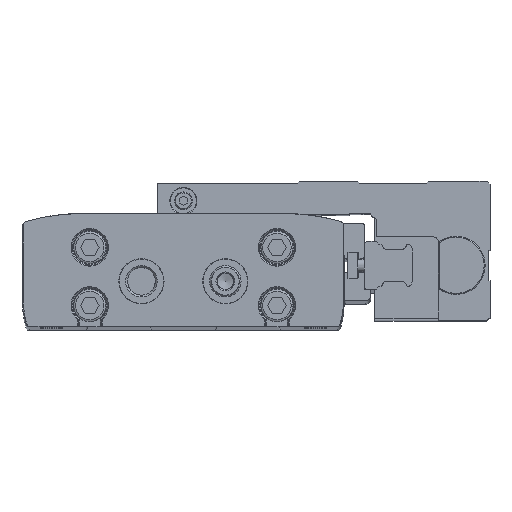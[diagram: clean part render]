
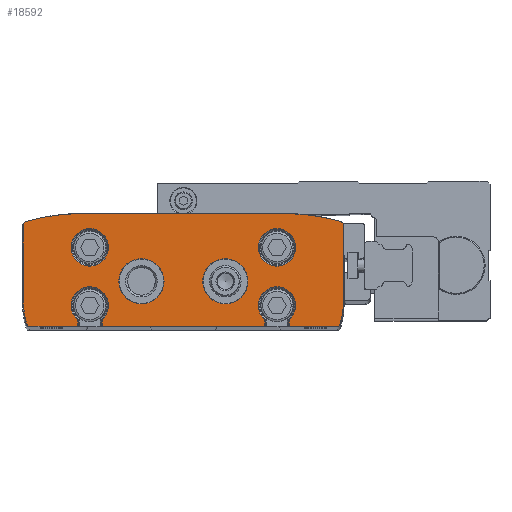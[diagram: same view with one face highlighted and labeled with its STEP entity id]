
A CAD part, top view. The second image highlights one B-rep face of the part: STEP entity #18592.
In plain terms, the highlighted planar face has unit normal (0, 0, 1).
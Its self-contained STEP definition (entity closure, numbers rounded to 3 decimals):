
#831=CIRCLE('',#20060,5.8);
#832=CIRCLE('',#20061,5.8);
#833=CIRCLE('',#20062,1.);
#834=CIRCLE('',#20063,25.);
#835=CIRCLE('',#20064,1.);
#836=CIRCLE('',#20065,60.);
#837=CIRCLE('',#20066,60.);
#838=CIRCLE('',#20067,1.);
#839=CIRCLE('',#20068,25.);
#840=CIRCLE('',#20069,1.);
#841=CIRCLE('',#20070,5.8);
#842=CIRCLE('',#20071,5.8);
#843=CIRCLE('',#20072,7.);
#844=CIRCLE('',#20073,7.);
#1913=ORIENTED_EDGE('',*,*,#7104,.F.);
#1914=ORIENTED_EDGE('',*,*,#7093,.T.);
#1915=ORIENTED_EDGE('',*,*,#6953,.T.);
#1916=ORIENTED_EDGE('',*,*,#7095,.F.);
#1917=ORIENTED_EDGE('',*,*,#7105,.F.);
#1918=ORIENTED_EDGE('',*,*,#7103,.T.);
#1919=ORIENTED_EDGE('',*,*,#6945,.T.);
#1920=ORIENTED_EDGE('',*,*,#7106,.T.);
#1921=ORIENTED_EDGE('',*,*,#7107,.T.);
#1922=ORIENTED_EDGE('',*,*,#7108,.T.);
#1923=ORIENTED_EDGE('',*,*,#7109,.T.);
#1924=ORIENTED_EDGE('',*,*,#7110,.T.);
#1925=ORIENTED_EDGE('',*,*,#7111,.T.);
#1926=ORIENTED_EDGE('',*,*,#7112,.T.);
#1927=ORIENTED_EDGE('',*,*,#7113,.T.);
#1928=ORIENTED_EDGE('',*,*,#7114,.T.);
#1929=ORIENTED_EDGE('',*,*,#7115,.T.);
#1930=ORIENTED_EDGE('',*,*,#7116,.T.);
#1931=ORIENTED_EDGE('',*,*,#6941,.T.);
#1932=ORIENTED_EDGE('',*,*,#7085,.F.);
#1933=ORIENTED_EDGE('',*,*,#7117,.F.);
#1934=ORIENTED_EDGE('',*,*,#7118,.F.);
#1935=ORIENTED_EDGE('',*,*,#7119,.F.);
#1936=ORIENTED_EDGE('',*,*,#7120,.F.);
#6941=EDGE_CURVE('',#9553,#9552,#11426,.T.);
#6945=EDGE_CURVE('',#9557,#9556,#11430,.T.);
#6953=EDGE_CURVE('',#9565,#9564,#11434,.T.);
#7085=EDGE_CURVE('',#9684,#9552,#11512,.T.);
#7093=EDGE_CURVE('',#9689,#9565,#11519,.T.);
#7095=EDGE_CURVE('',#9690,#9564,#11520,.T.);
#7103=EDGE_CURVE('',#9695,#9557,#11527,.T.);
#7104=EDGE_CURVE('',#9689,#9684,#831,.T.);
#7105=EDGE_CURVE('',#9695,#9690,#832,.T.);
#7106=EDGE_CURVE('',#9556,#9696,#833,.T.);
#7107=EDGE_CURVE('',#9696,#9697,#834,.T.);
#7108=EDGE_CURVE('',#9697,#9698,#11528,.T.);
#7109=EDGE_CURVE('',#9698,#9699,#835,.T.);
#7110=EDGE_CURVE('',#9699,#9700,#836,.T.);
#7111=EDGE_CURVE('',#9700,#9701,#11529,.T.);
#7112=EDGE_CURVE('',#9701,#9702,#837,.T.);
#7113=EDGE_CURVE('',#9702,#9703,#838,.T.);
#7114=EDGE_CURVE('',#9703,#9704,#11530,.T.);
#7115=EDGE_CURVE('',#9704,#9705,#839,.T.);
#7116=EDGE_CURVE('',#9705,#9553,#840,.T.);
#7117=EDGE_CURVE('',#9706,#9706,#841,.T.);
#7118=EDGE_CURVE('',#9707,#9707,#842,.T.);
#7119=EDGE_CURVE('',#9708,#9708,#843,.T.);
#7120=EDGE_CURVE('',#9709,#9709,#844,.T.);
#9552=VERTEX_POINT('',#28067);
#9553=VERTEX_POINT('',#28069);
#9556=VERTEX_POINT('',#28075);
#9557=VERTEX_POINT('',#28077);
#9564=VERTEX_POINT('',#28091);
#9565=VERTEX_POINT('',#28093);
#9684=VERTEX_POINT('',#28375);
#9689=VERTEX_POINT('',#28394);
#9690=VERTEX_POINT('',#28401);
#9695=VERTEX_POINT('',#28420);
#9696=VERTEX_POINT('',#28426);
#9697=VERTEX_POINT('',#28428);
#9698=VERTEX_POINT('',#28430);
#9699=VERTEX_POINT('',#28432);
#9700=VERTEX_POINT('',#28434);
#9701=VERTEX_POINT('',#28436);
#9702=VERTEX_POINT('',#28438);
#9703=VERTEX_POINT('',#28440);
#9704=VERTEX_POINT('',#28442);
#9705=VERTEX_POINT('',#28444);
#9706=VERTEX_POINT('',#28447);
#9707=VERTEX_POINT('',#28449);
#9708=VERTEX_POINT('',#28451);
#9709=VERTEX_POINT('',#28453);
#11426=LINE('',#28068,#13019);
#11430=LINE('',#28076,#13023);
#11434=LINE('',#28092,#13027);
#11512=LINE('',#28377,#13105);
#11519=LINE('',#28395,#13112);
#11520=LINE('',#28403,#13113);
#11527=LINE('',#28421,#13120);
#11528=LINE('',#28429,#13121);
#11529=LINE('',#28435,#13122);
#11530=LINE('',#28441,#13123);
#13019=VECTOR('',#22153,1000.);
#13023=VECTOR('',#22157,1000.);
#13027=VECTOR('',#22169,1000.);
#13105=VECTOR('',#22379,1000.);
#13112=VECTOR('',#22392,1000.);
#13113=VECTOR('',#22395,1000.);
#13120=VECTOR('',#22408,1000.);
#13121=VECTOR('',#22419,1000.);
#13122=VECTOR('',#22424,1000.);
#13123=VECTOR('',#22429,1000.);
#14652=EDGE_LOOP('',(#1913,#1914,#1915,#1916,#1917,#1918,#1919,#1920,#1921,
#1922,#1923,#1924,#1925,#1926,#1927,#1928,#1929,#1930,#1931,#1932));
#14653=EDGE_LOOP('',(#1933));
#14654=EDGE_LOOP('',(#1934));
#14655=EDGE_LOOP('',(#1935));
#14656=EDGE_LOOP('',(#1936));
#16327=FACE_BOUND('',#14652,.T.);
#16328=FACE_BOUND('',#14653,.T.);
#16329=FACE_BOUND('',#14654,.T.);
#16330=FACE_BOUND('',#14655,.T.);
#16331=FACE_BOUND('',#14656,.T.);
#17995=PLANE('',#20059);
#18592=ADVANCED_FACE('',(#16327,#16328,#16329,#16330,#16331),#17995,.T.);
#20059=AXIS2_PLACEMENT_3D('',#28422,#22409,#22410);
#20060=AXIS2_PLACEMENT_3D('',#28423,#22411,#22412);
#20061=AXIS2_PLACEMENT_3D('',#28424,#22413,#22414);
#20062=AXIS2_PLACEMENT_3D('',#28425,#22415,#22416);
#20063=AXIS2_PLACEMENT_3D('',#28427,#22417,#22418);
#20064=AXIS2_PLACEMENT_3D('',#28431,#22420,#22421);
#20065=AXIS2_PLACEMENT_3D('',#28433,#22422,#22423);
#20066=AXIS2_PLACEMENT_3D('',#28437,#22425,#22426);
#20067=AXIS2_PLACEMENT_3D('',#28439,#22427,#22428);
#20068=AXIS2_PLACEMENT_3D('',#28443,#22430,#22431);
#20069=AXIS2_PLACEMENT_3D('',#28445,#22432,#22433);
#20070=AXIS2_PLACEMENT_3D('',#28446,#22434,#22435);
#20071=AXIS2_PLACEMENT_3D('',#28448,#22436,#22437);
#20072=AXIS2_PLACEMENT_3D('',#28450,#22438,#22439);
#20073=AXIS2_PLACEMENT_3D('',#28452,#22440,#22441);
#22153=DIRECTION('',(1.,0.,0.));
#22157=DIRECTION('',(1.,0.,0.));
#22169=DIRECTION('',(1.,0.,0.));
#22379=DIRECTION('',(0.,-1.,0.));
#22392=DIRECTION('',(0.,-1.,0.));
#22395=DIRECTION('',(0.,-1.,0.));
#22408=DIRECTION('',(0.,-1.,0.));
#22409=DIRECTION('',(0.,0.,1.));
#22410=DIRECTION('',(1.,0.,0.));
#22411=DIRECTION('',(0.,0.,1.));
#22412=DIRECTION('',(1.,0.,0.));
#22413=DIRECTION('',(0.,0.,1.));
#22414=DIRECTION('',(1.,0.,0.));
#22415=DIRECTION('',(0.,0.,1.));
#22416=DIRECTION('',(1.,0.,0.));
#22417=DIRECTION('',(0.,0.,1.));
#22418=DIRECTION('',(1.,0.,0.));
#22419=DIRECTION('',(0.,1.,0.));
#22420=DIRECTION('',(0.,0.,1.));
#22421=DIRECTION('',(1.,0.,0.));
#22422=DIRECTION('',(0.,0.,1.));
#22423=DIRECTION('',(1.,0.,0.));
#22424=DIRECTION('',(-1.,0.,0.));
#22425=DIRECTION('',(0.,0.,1.));
#22426=DIRECTION('',(1.,0.,0.));
#22427=DIRECTION('',(0.,0.,1.));
#22428=DIRECTION('',(1.,0.,0.));
#22429=DIRECTION('',(0.,-1.,0.));
#22430=DIRECTION('',(0.,0.,1.));
#22431=DIRECTION('',(1.,0.,0.));
#22432=DIRECTION('',(0.,0.,1.));
#22433=DIRECTION('',(1.,0.,0.));
#22434=DIRECTION('',(0.,0.,1.));
#22435=DIRECTION('',(1.,0.,0.));
#22436=DIRECTION('',(0.,0.,1.));
#22437=DIRECTION('',(1.,0.,0.));
#22438=DIRECTION('',(0.,0.,1.));
#22439=DIRECTION('',(1.,0.,0.));
#22440=DIRECTION('',(0.,0.,1.));
#22441=DIRECTION('',(1.,0.,0.));
#28067=CARTESIAN_POINT('',(-32.8,0.,365.));
#28068=CARTESIAN_POINT('',(-47.556,0.,365.));
#28069=CARTESIAN_POINT('',(-47.556,0.,365.));
#28075=CARTESIAN_POINT('',(47.556,0.,365.));
#28076=CARTESIAN_POINT('',(-47.556,0.,365.));
#28077=CARTESIAN_POINT('',(32.8,0.,365.));
#28091=CARTESIAN_POINT('',(25.2,0.,365.));
#28092=CARTESIAN_POINT('',(-47.556,0.,365.));
#28093=CARTESIAN_POINT('',(-25.2,0.,365.));
#28375=CARTESIAN_POINT('',(-32.8,2.118,365.));
#28377=CARTESIAN_POINT('',(-32.8,6.5,365.));
#28394=CARTESIAN_POINT('',(-25.2,2.118,365.));
#28395=CARTESIAN_POINT('',(-25.2,6.5,365.));
#28401=CARTESIAN_POINT('',(25.2,2.118,365.));
#28403=CARTESIAN_POINT('',(25.2,6.5,365.));
#28420=CARTESIAN_POINT('',(32.8,2.118,365.));
#28421=CARTESIAN_POINT('',(32.8,6.5,365.));
#28422=CARTESIAN_POINT('',(-24.6,8.,365.));
#28423=CARTESIAN_POINT('',(-29.,6.5,365.));
#28424=CARTESIAN_POINT('',(29.,6.5,365.));
#28425=CARTESIAN_POINT('',(47.556,1.,365.));
#28426=CARTESIAN_POINT('',(48.513,0.708,365.));
#28427=CARTESIAN_POINT('',(24.6,8.,365.));
#28428=CARTESIAN_POINT('',(49.6,8.,365.));
#28429=CARTESIAN_POINT('',(49.6,8.,365.));
#28430=CARTESIAN_POINT('',(49.6,31.498,365.));
#28431=CARTESIAN_POINT('',(48.6,31.498,365.));
#28432=CARTESIAN_POINT('',(48.888,32.455,365.));
#28433=CARTESIAN_POINT('',(31.6,-25.,365.));
#28434=CARTESIAN_POINT('',(31.6,35.,365.));
#28435=CARTESIAN_POINT('',(31.6,35.,365.));
#28436=CARTESIAN_POINT('',(-31.6,35.,365.));
#28437=CARTESIAN_POINT('',(-31.6,-25.,365.));
#28438=CARTESIAN_POINT('',(-48.888,32.455,365.));
#28439=CARTESIAN_POINT('',(-48.6,31.498,365.));
#28440=CARTESIAN_POINT('',(-49.6,31.498,365.));
#28441=CARTESIAN_POINT('',(-49.6,31.498,365.));
#28442=CARTESIAN_POINT('',(-49.6,8.,365.));
#28443=CARTESIAN_POINT('',(-24.6,8.,365.));
#28444=CARTESIAN_POINT('',(-48.513,0.708,365.));
#28445=CARTESIAN_POINT('',(-47.556,1.,365.));
#28446=CARTESIAN_POINT('',(-29.,24.5,365.));
#28447=CARTESIAN_POINT('',(-23.2,24.5,365.));
#28448=CARTESIAN_POINT('',(29.,24.5,365.));
#28449=CARTESIAN_POINT('',(34.8,24.5,365.));
#28450=CARTESIAN_POINT('',(-13.,14.,365.));
#28451=CARTESIAN_POINT('',(-6.,14.,365.));
#28452=CARTESIAN_POINT('',(13.,14.,365.));
#28453=CARTESIAN_POINT('',(20.,14.,365.));
